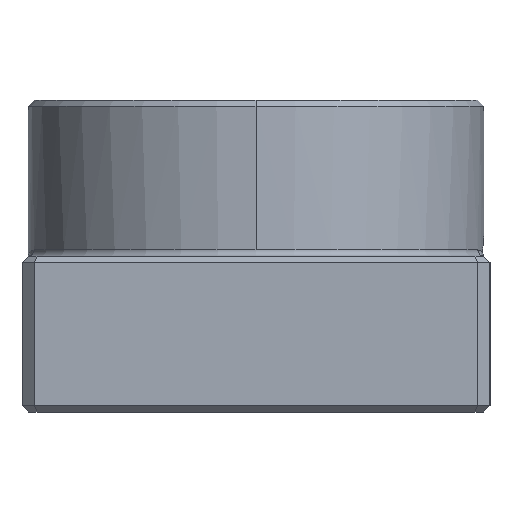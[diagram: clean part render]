
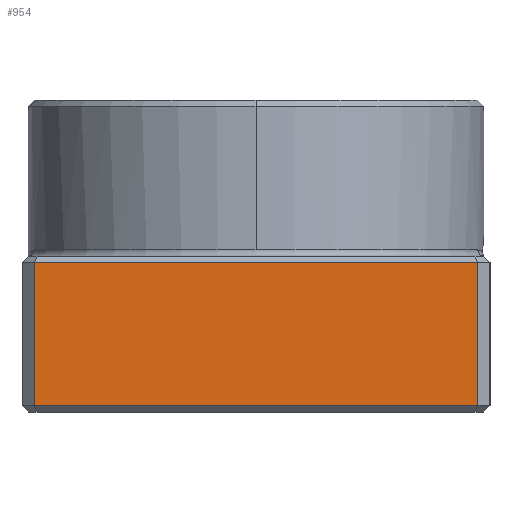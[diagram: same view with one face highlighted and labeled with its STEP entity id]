
A CAD part, left-side view. The second image highlights one B-rep face of the part: STEP entity #954.
In plain terms, the highlighted planar face has unit normal (-1, 0, 0).
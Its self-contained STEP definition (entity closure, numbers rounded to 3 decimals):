
#113 = CARTESIAN_POINT ( 'NONE',  ( -65., 35.5, 24. ) ) ;
#193 = LINE ( 'NONE', #1045, #2234 ) ;
#393 = EDGE_CURVE ( 'NONE', #2094, #2551, #1326, .T. ) ;
#729 = CARTESIAN_POINT ( 'NONE',  ( -65., -35.5, 24. ) ) ;
#740 = CARTESIAN_POINT ( 'NONE',  ( -65., 35.5, 24. ) ) ;
#907 = CARTESIAN_POINT ( 'NONE',  ( -65., -35.5, 1. ) ) ;
#924 = VECTOR ( 'NONE', #934, 1000. ) ;
#928 = VECTOR ( 'NONE', #2134, 1000. ) ;
#930 = ORIENTED_EDGE ( 'NONE', *, *, #2351, .T. ) ;
#934 = DIRECTION ( 'NONE',  ( 0., -1., 0. ) ) ;
#954 = ADVANCED_FACE ( 'NONE', ( #2562 ), #2670, .F. ) ;
#1045 = CARTESIAN_POINT ( 'NONE',  ( -65., 35.5, 25. ) ) ;
#1084 = AXIS2_PLACEMENT_3D ( 'NONE', #2451, #1208, #1246 ) ;
#1098 = CARTESIAN_POINT ( 'NONE',  ( -65., -35.5, 25. ) ) ;
#1105 = ORIENTED_EDGE ( 'NONE', *, *, #393, .F. ) ;
#1203 = VERTEX_POINT ( 'NONE', #1551 ) ;
#1208 = DIRECTION ( 'NONE',  ( 1., 0., 0. ) ) ;
#1246 = DIRECTION ( 'NONE',  ( 0., 0., -1. ) ) ;
#1326 = LINE ( 'NONE', #1098, #928 ) ;
#1342 = EDGE_CURVE ( 'NONE', #1203, #2551, #2498, .T. ) ;
#1375 = VERTEX_POINT ( 'NONE', #113 ) ;
#1381 = CARTESIAN_POINT ( 'NONE',  ( -65., 35.5, 1. ) ) ;
#1409 = EDGE_CURVE ( 'NONE', #2094, #1375, #1412, .T. ) ;
#1412 = LINE ( 'NONE', #740, #1520 ) ;
#1508 = ORIENTED_EDGE ( 'NONE', *, *, #1342, .T. ) ;
#1520 = VECTOR ( 'NONE', #2571, 1000. ) ;
#1551 = CARTESIAN_POINT ( 'NONE',  ( -65., 35.5, 1. ) ) ;
#1697 = EDGE_LOOP ( 'NONE', ( #930, #1508, #1105, #2143 ) ) ;
#2094 = VERTEX_POINT ( 'NONE', #729 ) ;
#2134 = DIRECTION ( 'NONE',  ( 0., 0., -1. ) ) ;
#2143 = ORIENTED_EDGE ( 'NONE', *, *, #1409, .T. ) ;
#2234 = VECTOR ( 'NONE', #2454, 1000. ) ;
#2351 = EDGE_CURVE ( 'NONE', #1375, #1203, #193, .T. ) ;
#2451 = CARTESIAN_POINT ( 'NONE',  ( -65., 35.5, 25. ) ) ;
#2454 = DIRECTION ( 'NONE',  ( 0., 0., -1. ) ) ;
#2498 = LINE ( 'NONE', #1381, #924 ) ;
#2551 = VERTEX_POINT ( 'NONE', #907 ) ;
#2562 = FACE_OUTER_BOUND ( 'NONE', #1697, .T. ) ;
#2571 = DIRECTION ( 'NONE',  ( 0., 1., 0. ) ) ;
#2670 = PLANE ( 'NONE',  #1084 ) ;
